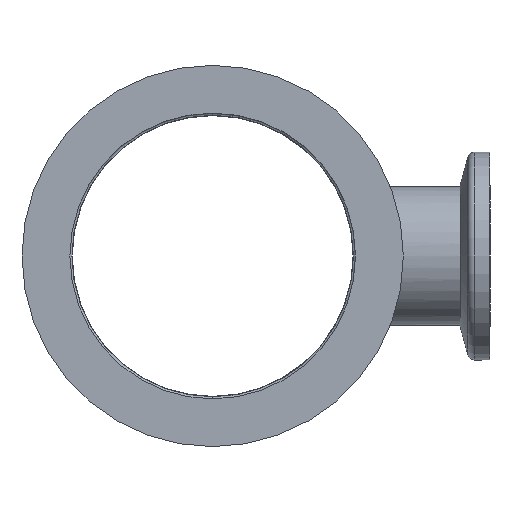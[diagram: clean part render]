
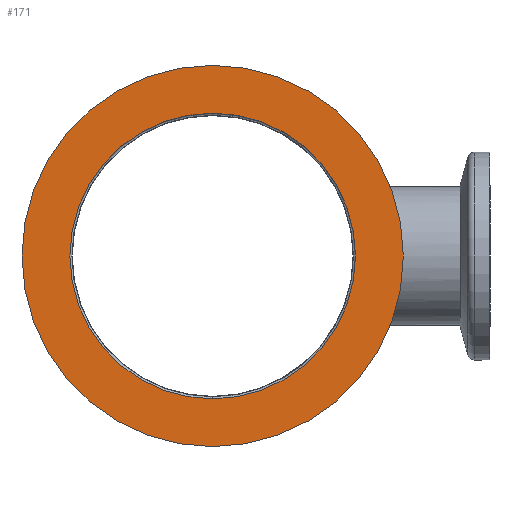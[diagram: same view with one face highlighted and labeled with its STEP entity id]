
A CAD part, left-side view. The second image highlights one B-rep face of the part: STEP entity #171.
In plain terms, the highlighted planar face has unit normal (-1, 0, 0).
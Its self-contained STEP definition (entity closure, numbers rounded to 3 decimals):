
#84 = CARTESIAN_POINT ( 'NONE',  ( -3.5, 0., 27.5 ) ) ;
#171 = ADVANCED_FACE ( 'NONE', ( #1713, #1135 ), #1334, .T. ) ;
#217 = CIRCLE ( 'NONE', #507, 20.6 ) ;
#259 = ORIENTED_EDGE ( 'NONE', *, *, #2496, .F. ) ;
#278 = VERTEX_POINT ( 'NONE', #84 ) ;
#308 = CARTESIAN_POINT ( 'NONE',  ( -3.5, 0., 0. ) ) ;
#364 = CARTESIAN_POINT ( 'NONE',  ( -3.5, 0., -20.6 ) ) ;
#385 = CARTESIAN_POINT ( 'NONE',  ( -3.5, 0., 0. ) ) ;
#395 = DIRECTION ( 'NONE',  ( 0., 0., 1. ) ) ;
#507 = AXIS2_PLACEMENT_3D ( 'NONE', #1918, #575, #2148 ) ;
#516 = EDGE_CURVE ( 'NONE', #278, #2664, #1774, .T. ) ;
#570 = EDGE_LOOP ( 'NONE', ( #259, #1396 ) ) ;
#575 = DIRECTION ( 'NONE',  ( -1., 0., 0. ) ) ;
#600 = DIRECTION ( 'NONE',  ( 0., 0., 1. ) ) ;
#606 = CARTESIAN_POINT ( 'NONE',  ( -3.5, 0., 0. ) ) ;
#692 = VERTEX_POINT ( 'NONE', #1047 ) ;
#827 = AXIS2_PLACEMENT_3D ( 'NONE', #2607, #2624, #2798 ) ;
#1047 = CARTESIAN_POINT ( 'NONE',  ( -3.5, 0., 20.6 ) ) ;
#1135 = FACE_BOUND ( 'NONE', #570, .T. ) ;
#1161 = EDGE_LOOP ( 'NONE', ( #2328, #2488 ) ) ;
#1334 = PLANE ( 'NONE',  #1702 ) ;
#1396 = ORIENTED_EDGE ( 'NONE', *, *, #2444, .F. ) ;
#1430 = DIRECTION ( 'NONE',  ( -1., 0., 0. ) ) ;
#1442 = AXIS2_PLACEMENT_3D ( 'NONE', #308, #1430, #1763 ) ;
#1576 = AXIS2_PLACEMENT_3D ( 'NONE', #385, #1946, #600 ) ;
#1595 = EDGE_CURVE ( 'NONE', #2664, #278, #1610, .T. ) ;
#1610 = CIRCLE ( 'NONE', #1442, 27.5 ) ;
#1702 = AXIS2_PLACEMENT_3D ( 'NONE', #606, #1725, #395 ) ;
#1713 = FACE_OUTER_BOUND ( 'NONE', #1161, .T. ) ;
#1725 = DIRECTION ( 'NONE',  ( -1., 0., 0. ) ) ;
#1763 = DIRECTION ( 'NONE',  ( 0., 0., 1. ) ) ;
#1774 = CIRCLE ( 'NONE', #827, 27.5 ) ;
#1918 = CARTESIAN_POINT ( 'NONE',  ( -3.5, 0., 0. ) ) ;
#1946 = DIRECTION ( 'NONE',  ( -1., 0., 0. ) ) ;
#2148 = DIRECTION ( 'NONE',  ( 0., 0., 1. ) ) ;
#2275 = VERTEX_POINT ( 'NONE', #364 ) ;
#2328 = ORIENTED_EDGE ( 'NONE', *, *, #516, .T. ) ;
#2444 = EDGE_CURVE ( 'NONE', #2275, #692, #217, .T. ) ;
#2457 = CARTESIAN_POINT ( 'NONE',  ( -3.5, 0., -27.5 ) ) ;
#2488 = ORIENTED_EDGE ( 'NONE', *, *, #1595, .T. ) ;
#2496 = EDGE_CURVE ( 'NONE', #692, #2275, #2814, .T. ) ;
#2607 = CARTESIAN_POINT ( 'NONE',  ( -3.5, 0., 0. ) ) ;
#2624 = DIRECTION ( 'NONE',  ( -1., 0., 0. ) ) ;
#2664 = VERTEX_POINT ( 'NONE', #2457 ) ;
#2798 = DIRECTION ( 'NONE',  ( 0., 0., 1. ) ) ;
#2814 = CIRCLE ( 'NONE', #1576, 20.6 ) ;
